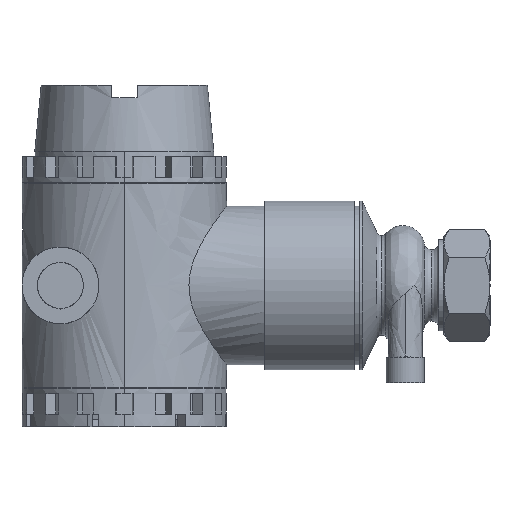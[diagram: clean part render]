
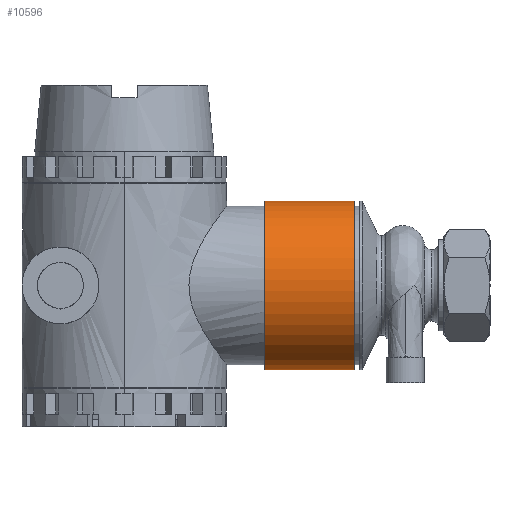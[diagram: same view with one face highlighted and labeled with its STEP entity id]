
A CAD part, left-side view. The second image highlights one B-rep face of the part: STEP entity #10596.
In plain terms, the highlighted free-form (B-spline) face has degree [2, 1] with [5, 2] control points.
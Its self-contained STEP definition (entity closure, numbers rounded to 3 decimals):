
#5244 = VERTEX_POINT('',#5245);
#5245 = CARTESIAN_POINT('',(0.,-117.098,42.936));
#5246 = VERTEX_POINT('',#5247);
#5247 = CARTESIAN_POINT('',(0.,-117.098,
    -42.936));
#5255 = EDGE_CURVE('',#5246,#5256,#5258,.T.);
#5256 = VERTEX_POINT('',#5257);
#5257 = CARTESIAN_POINT('',(0.,-71.56,
    -42.936));
#5258 = B_SPLINE_CURVE_WITH_KNOTS('',1,(#5259,#5260),.UNSPECIFIED.,.F.,
  .F.,(2,2),(0.,35.),.PIECEWISE_BEZIER_KNOTS.);
#5259 = CARTESIAN_POINT('',(0.,-117.098,
    -42.936));
#5260 = CARTESIAN_POINT('',(0.,-71.56,
    -42.936));
#5263 = VERTEX_POINT('',#5264);
#5264 = CARTESIAN_POINT('',(0.,-71.56,42.936));
#5272 = EDGE_CURVE('',#5244,#5263,#5273,.T.);
#5273 = B_SPLINE_CURVE_WITH_KNOTS('',1,(#5274,#5275),.UNSPECIFIED.,.F.,
  .F.,(2,2),(0.,35.),.PIECEWISE_BEZIER_KNOTS.);
#5274 = CARTESIAN_POINT('',(0.,-117.098,42.936));
#5275 = CARTESIAN_POINT('',(0.,-71.56,42.936));
#10596 = ADVANCED_FACE('',(#10597),#10617,.T.);
#10597 = FACE_BOUND('',#10598,.T.);
#10598 = EDGE_LOOP('',(#10599,#10600,#10608,#10609));
#10599 = ORIENTED_EDGE('',*,*,#5255,.F.);
#10600 = ORIENTED_EDGE('',*,*,#10601,.T.);
#10601 = EDGE_CURVE('',#5246,#5244,#10602,.T.);
#10602 = ( BOUNDED_CURVE() B_SPLINE_CURVE(2,(#10603,#10604,#10605,#10606
,#10607),.UNSPECIFIED.,.F.,.F.) B_SPLINE_CURVE_WITH_KNOTS((3,2,3),(
    3.142,4.712,6.283),
.PIECEWISE_BEZIER_KNOTS.) CURVE() GEOMETRIC_REPRESENTATION_ITEM() 
RATIONAL_B_SPLINE_CURVE((1.,0.707,1.,0.707,1.)) 
REPRESENTATION_ITEM('') );
#10603 = CARTESIAN_POINT('',(0.,-117.098,
    -42.936));
#10604 = CARTESIAN_POINT('',(-42.936,-117.098,
    -42.936));
#10605 = CARTESIAN_POINT('',(-42.936,-117.098,
    0.));
#10606 = CARTESIAN_POINT('',(-42.936,-117.098,
    42.936));
#10607 = CARTESIAN_POINT('',(0.,-117.098,
    42.936));
#10608 = ORIENTED_EDGE('',*,*,#5272,.T.);
#10609 = ORIENTED_EDGE('',*,*,#10610,.F.);
#10610 = EDGE_CURVE('',#5256,#5263,#10611,.T.);
#10611 = ( BOUNDED_CURVE() B_SPLINE_CURVE(2,(#10612,#10613,#10614,#10615
,#10616),.UNSPECIFIED.,.F.,.F.) B_SPLINE_CURVE_WITH_KNOTS((3,2,3),(
    3.142,4.712,6.283),
.PIECEWISE_BEZIER_KNOTS.) CURVE() GEOMETRIC_REPRESENTATION_ITEM() 
RATIONAL_B_SPLINE_CURVE((1.,0.707,1.,0.707,1.)) 
REPRESENTATION_ITEM('') );
#10612 = CARTESIAN_POINT('',(0.,-71.56,
    -42.936));
#10613 = CARTESIAN_POINT('',(-42.936,-71.56,
    -42.936));
#10614 = CARTESIAN_POINT('',(-42.936,-71.56,
    0.));
#10615 = CARTESIAN_POINT('',(-42.936,-71.56,
    42.936));
#10616 = CARTESIAN_POINT('',(0.,-71.56,
    42.936));
#10617 = ( BOUNDED_SURFACE() B_SPLINE_SURFACE(2,1,(
    (#10618,#10619)
    ,(#10620,#10621)
    ,(#10622,#10623)
    ,(#10624,#10625)
    ,(#10626,#10627
)),.UNSPECIFIED.,.F.,.F.,.F.) B_SPLINE_SURFACE_WITH_KNOTS((3,2,3),(2,2),
  (3.142,4.712,6.283),(0.,35.),
.PIECEWISE_BEZIER_KNOTS.) GEOMETRIC_REPRESENTATION_ITEM() 
RATIONAL_B_SPLINE_SURFACE((
    (1.,1.)
    ,(0.707,0.707)
    ,(1.,1.)
    ,(0.707,0.707)
,(1.,1.))) REPRESENTATION_ITEM('') SURFACE() );
#10618 = CARTESIAN_POINT('',(0.,-117.098,
    -42.936));
#10619 = CARTESIAN_POINT('',(0.,-71.56,
    -42.936));
#10620 = CARTESIAN_POINT('',(-42.936,-117.098,
    -42.936));
#10621 = CARTESIAN_POINT('',(-42.936,-71.56,
    -42.936));
#10622 = CARTESIAN_POINT('',(-42.936,-117.098,
    0.));
#10623 = CARTESIAN_POINT('',(-42.936,-71.56,
    0.));
#10624 = CARTESIAN_POINT('',(-42.936,-117.098,
    42.936));
#10625 = CARTESIAN_POINT('',(-42.936,-71.56,
    42.936));
#10626 = CARTESIAN_POINT('',(0.,-117.098,
    42.936));
#10627 = CARTESIAN_POINT('',(0.,-71.56,
    42.936));
